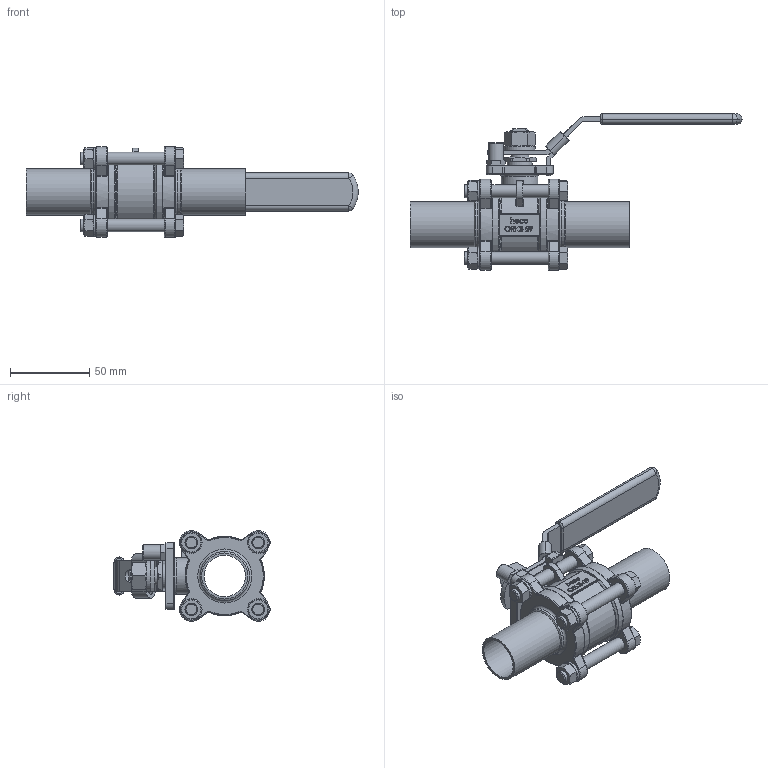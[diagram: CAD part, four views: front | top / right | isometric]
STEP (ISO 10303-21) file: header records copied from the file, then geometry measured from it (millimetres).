
FILE_DESCRIPTION (( 'STEP AP214' ), '1' );
FILE_NAME ('ORK3-29 Kugelhahn DIN11852 heco.STEP', '2015-06-02T08:24:56', ( 'test' ), ( '' ), 'SwSTEP 2.0', 'SolidWorks 2011', '' );
FILE_SCHEMA (( 'AUTOMOTIVE_DESIGN' ));
Length unit declared in the file: millimetre
Products named in the file (1): ORK3-29 Kugelhahn DIN11852 heco
Bounding box: 208.94 x 98.26 x 57.02 mm (x, y, z)
Volume: 140881.3 mm3; surface area: 58215 mm2
Topology: 1 solids, 1 shells, 963 faces, 2358 edges, 1435 vertices
Faces by surface type: plane 331, bspline 242, cylinder 182, cone 101, torus 95, sphere 12
Full cylindrical faces by diameter (mm): 4.2 x4, 8 x9, 8.5 x9, 9.4 x1, 11.5 x1, 13.5 x4, 15.88 x1, 19.5 x1, 23 x1, 26 x1, 29 x2, 31 x2, 49.5 x2, 50 x2
Entity records: 49292 total; most frequent: CARTESIAN_POINT 18326, ORIENTED_EDGE 4472, DIRECTION 3622, EDGE_CURVE 2236, VERTEX_POINT 1406, AXIS2_PLACEMENT_3D 1346, EDGE_LOOP 1120, FACE_OUTER_BOUND 1013
